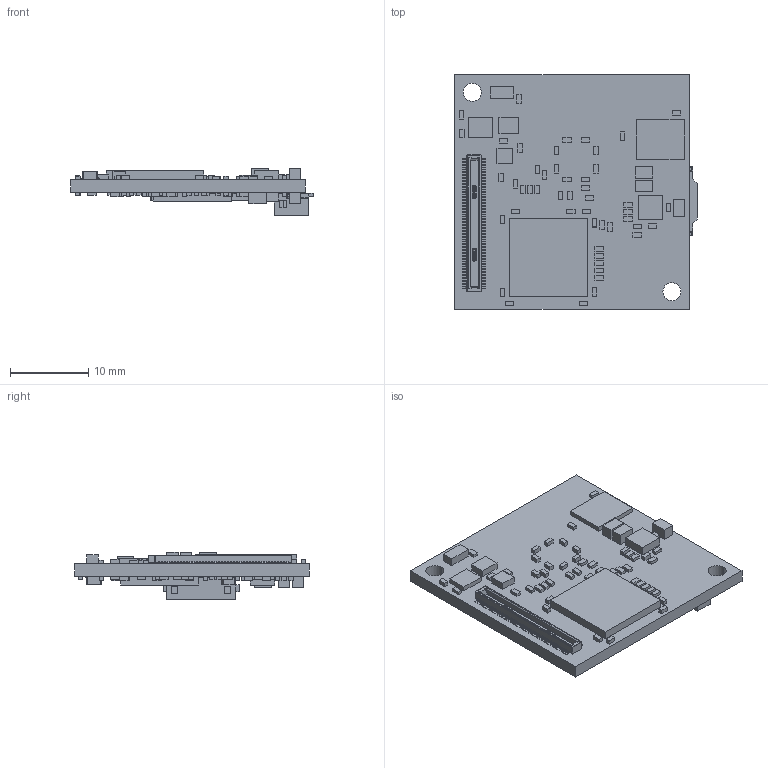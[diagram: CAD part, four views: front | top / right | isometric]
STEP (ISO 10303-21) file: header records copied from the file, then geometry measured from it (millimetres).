
FILE_DESCRIPTION (( 'STEP AP214' ), '1' );
FILE_NAME ('S-001-1-A3.STEP', '2013-09-21T21:31:20', ( '' ), ( '' ), 'SwSTEP 2.0', 'SolidWorks 2010', '' );
FILE_SCHEMA (( 'AUTOMOTIVE_DESIGN' ));
Length unit declared in the file: millimetre
Products named in the file (1): S-001-1-A3
Bounding box: 31 x 30 x 6.08 mm (x, y, z)
Volume: 1899.9 mm3; surface area: 3639.2 mm2
Topology: 114 solids, 114 shells, 3069 faces, 8421 edges, 5590 vertices
Faces by surface type: plane 2289, cylinder 742, bspline 24, cone 14
Entity records: 131856 total; most frequent: CARTESIAN_POINT 17957, ORIENTED_EDGE 16842, DIRECTION 15806, EDGE_CURVE 8421, LINE 6836, VECTOR 6836, VERTEX_POINT 5590, AXIS2_PLACEMENT_3D 4485
